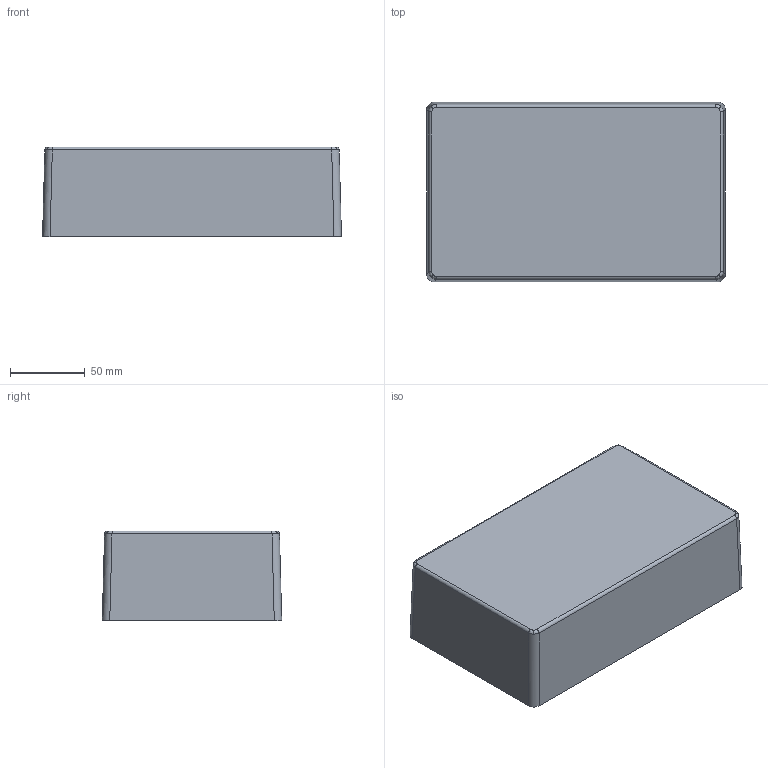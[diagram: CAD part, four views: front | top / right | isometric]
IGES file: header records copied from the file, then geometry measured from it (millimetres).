
Global section: file name: No Iges File Name specified; native system: Autodesk Inventor 2011; preprocessor: AutoDesk Inventor Iges Exporter R2011; author: tcook; date: 20101029.153048; units: millimetre
Bounding box: 200.2 x 120.2 x 60.2 mm (x, y, z)
Volume: 150179.8 mm3; surface area: 120301 mm2
Topology: 1 solids, 1 shells, 197 faces, 491 edges, 310 vertices
Faces by surface type: plane 66, bspline 63, revolution 54, cylinder 12, cone 2
